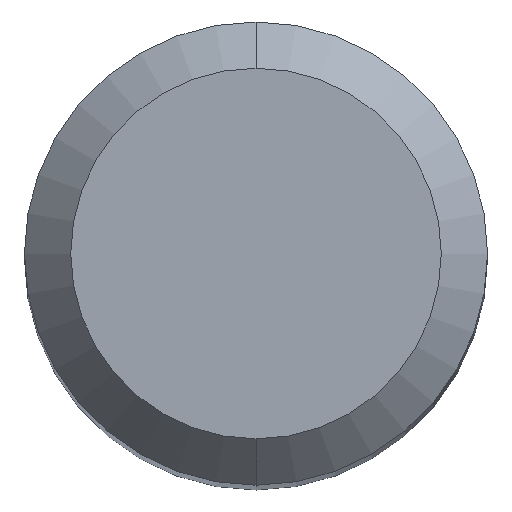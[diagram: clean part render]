
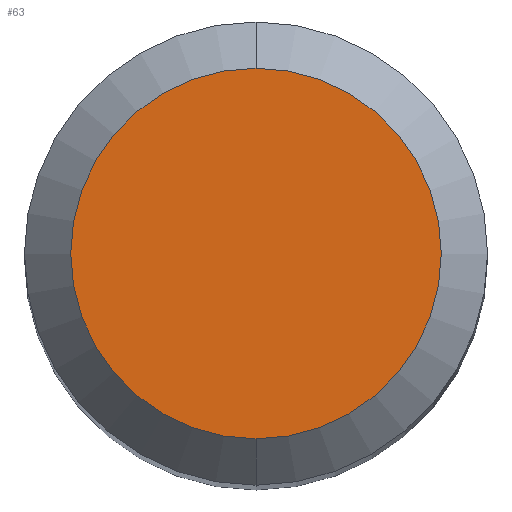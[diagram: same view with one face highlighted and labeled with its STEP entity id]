
A CAD part, top view. The second image highlights one B-rep face of the part: STEP entity #63.
In plain terms, the highlighted planar face has unit normal (0, 0, 1).
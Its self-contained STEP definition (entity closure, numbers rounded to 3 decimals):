
#63=ADVANCED_FACE('',(#134),#135,.T.);
#134=FACE_OUTER_BOUND('',#214,.T.);
#135=PLANE('',#215);
#214=EDGE_LOOP('',(#306,#307));
#215=AXIS2_PLACEMENT_3D('',#308,#309,#310);
#306=ORIENTED_EDGE('',*,*,#411,.F.);
#307=ORIENTED_EDGE('',*,*,#422,.F.);
#308=CARTESIAN_POINT('',(0.,1.2,36.));
#309=DIRECTION('',(0.,0.,1.0));
#310=DIRECTION('',(0.,-1.0,0.));
#411=EDGE_CURVE('',#478,#480,#481,.T.);
#422=EDGE_CURVE('',#480,#478,#494,.T.);
#478=VERTEX_POINT('',#547);
#480=VERTEX_POINT('',#550);
#481=CIRCLE('',#551,2.4);
#494=CIRCLE('',#567,2.4);
#547=CARTESIAN_POINT('',(0.,2.4,36.));
#550=CARTESIAN_POINT('',(0.,-2.4,36.));
#551=AXIS2_PLACEMENT_3D('',#613,#614,#615);
#567=AXIS2_PLACEMENT_3D('',#628,#629,#630);
#613=CARTESIAN_POINT('',(0.,0.,36.));
#614=DIRECTION('',(0.,0.0,-1.0));
#615=DIRECTION('',(0.0,1.0,0.0));
#628=CARTESIAN_POINT('',(0.,0.,36.));
#629=DIRECTION('',(0.,0.0,-1.0));
#630=DIRECTION('',(0.0,1.0,0.0));
